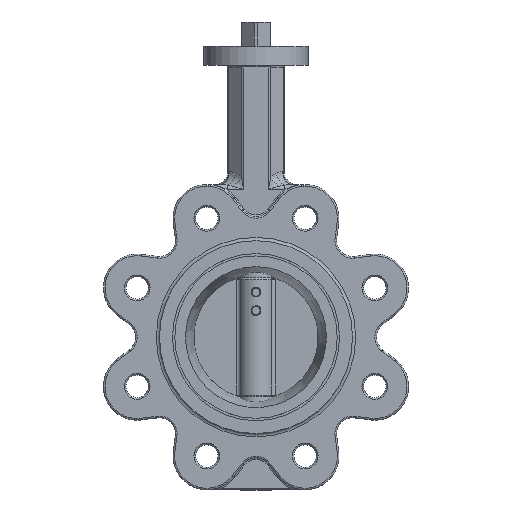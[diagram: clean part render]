
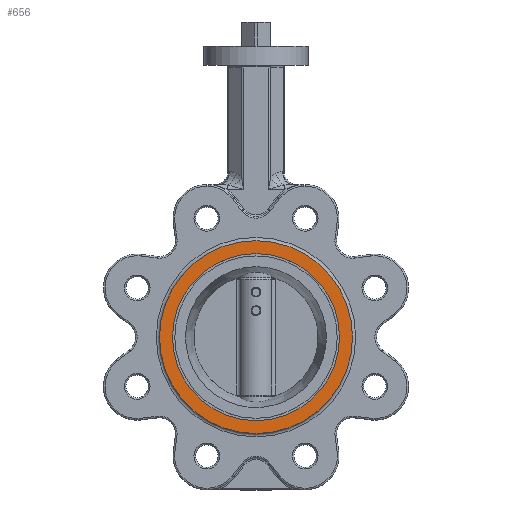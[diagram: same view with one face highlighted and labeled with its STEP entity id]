
A CAD part, top view. The second image highlights one B-rep face of the part: STEP entity #656.
In plain terms, the highlighted planar face has unit normal (0, 0, 1).
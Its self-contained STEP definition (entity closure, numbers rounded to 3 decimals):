
#284=FACE_BOUND('',#1449,.T.);
#285=FACE_BOUND('',#1450,.T.);
#656=ADVANCED_FACE('',(#284,#285),#990,.T.);
#990=PLANE('',#6009);
#1449=EDGE_LOOP('',(#2483));
#1450=EDGE_LOOP('',(#2484));
#2483=ORIENTED_EDGE('',*,*,#4469,.T.);
#2484=ORIENTED_EDGE('',*,*,#4468,.T.);
#3892=VERTEX_POINT('',#9770);
#3893=VERTEX_POINT('',#9773);
#4468=EDGE_CURVE('',#3892,#3892,#5522,.T.);
#4469=EDGE_CURVE('',#3893,#3893,#5523,.T.);
#5522=CIRCLE('',#6006,51.95);
#5523=CIRCLE('',#6008,60.);
#6006=AXIS2_PLACEMENT_3D('',#9769,#7201,#7202);
#6008=AXIS2_PLACEMENT_3D('',#9772,#7205,#7206);
#6009=AXIS2_PLACEMENT_3D('',#9774,#7207,#7208);
#7201=DIRECTION('',(0.,0.,-1.));
#7202=DIRECTION('',(1.,0.,0.));
#7205=DIRECTION('',(0.,0.,1.));
#7206=DIRECTION('',(1.,0.,0.));
#7207=DIRECTION('',(0.,0.,1.));
#7208=DIRECTION('',(1.,0.,0.));
#9769=CARTESIAN_POINT('',(0.,0.,23.));
#9770=CARTESIAN_POINT('',(51.95,0.,23.));
#9772=CARTESIAN_POINT('',(0.,0.,23.));
#9773=CARTESIAN_POINT('',(60.,0.,23.));
#9774=CARTESIAN_POINT('',(0.,0.,23.));
